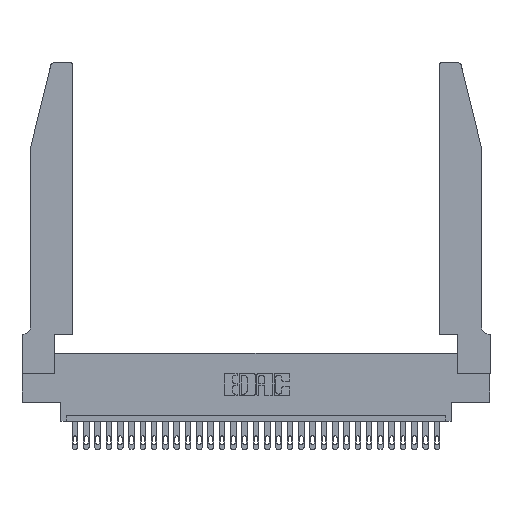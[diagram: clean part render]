
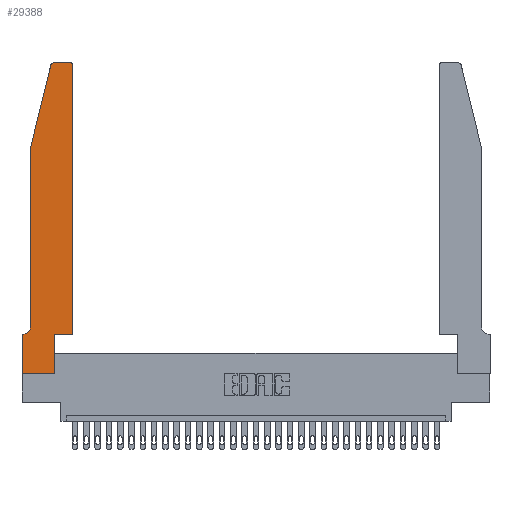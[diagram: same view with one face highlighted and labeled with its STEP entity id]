
A CAD part, top view. The second image highlights one B-rep face of the part: STEP entity #29388.
In plain terms, the highlighted planar face has unit normal (0, 0, 1).
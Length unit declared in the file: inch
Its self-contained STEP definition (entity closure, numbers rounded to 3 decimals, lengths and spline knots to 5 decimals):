
#43 = LINE ( 'NONE', #7606, #2606 ) ;
#1427 = CARTESIAN_POINT ( 'NONE',  ( 0.0755, 0.35, 0.37 ) ) ;
#1497 = LINE ( 'NONE', #18486, #2241 ) ;
#1745 = CARTESIAN_POINT ( 'NONE',  ( 0.4505, 0.35, 0.37 ) ) ;
#1951 = CARTESIAN_POINT ( 'NONE',  ( 0.284, 2.75, 0.37 ) ) ;
#2241 = VECTOR ( 'NONE', #23257, 39.37008 ) ;
#2328 = DIRECTION ( 'NONE',  ( 0., 0., 1. ) ) ;
#2493 = ORIENTED_EDGE ( 'NONE', *, *, #5346, .T. ) ;
#2606 = VECTOR ( 'NONE', #24608, 39.37008 ) ;
#2784 = CARTESIAN_POINT ( 'NONE',  ( 0.25487, 2.72718, 0.37 ) ) ;
#3376 = EDGE_CURVE ( 'NONE', #29767, #12055, #4783, .T. ) ;
#3663 = ORIENTED_EDGE ( 'NONE', *, *, #9027, .T. ) ;
#3759 = DIRECTION ( 'NONE',  ( 0., 0., -1. ) ) ;
#3783 = EDGE_CURVE ( 'NONE', #12555, #27063, #1497, .T. ) ;
#4154 = EDGE_CURVE ( 'NONE', #22332, #21441, #30209, .T. ) ;
#4783 = LINE ( 'NONE', #1745, #14116 ) ;
#4811 = ORIENTED_EDGE ( 'NONE', *, *, #4154, .T. ) ;
#4814 = CARTESIAN_POINT ( 'NONE',  ( 0., 0.35, 0.37 ) ) ;
#4922 = ORIENTED_EDGE ( 'NONE', *, *, #16406, .T. ) ;
#5022 = ORIENTED_EDGE ( 'NONE', *, *, #24876, .T. ) ;
#5346 = EDGE_CURVE ( 'NONE', #19992, #22332, #29398, .T. ) ;
#6041 = ORIENTED_EDGE ( 'NONE', *, *, #10129, .T. ) ;
#6341 = CARTESIAN_POINT ( 'NONE',  ( 0.0055, 0.42, 0.37 ) ) ;
#6643 = DIRECTION ( 'NONE',  ( -0.239, -0.971, 0. ) ) ;
#7407 = PLANE ( 'NONE',  #27157 ) ;
#7606 = CARTESIAN_POINT ( 'NONE',  ( 0.4505, 0.35, 0.37 ) ) ;
#8295 = DIRECTION ( 'NONE',  ( 0., 0., 1. ) ) ;
#8709 = AXIS2_PLACEMENT_3D ( 'NONE', #6341, #3759, #25346 ) ;
#8844 = ORIENTED_EDGE ( 'NONE', *, *, #3783, .T. ) ;
#8989 = CARTESIAN_POINT ( 'NONE',  ( 0.4205, 2.75, 0.37 ) ) ;
#9027 = EDGE_CURVE ( 'NONE', #21441, #29473, #24253, .T. ) ;
#9120 = ORIENTED_EDGE ( 'NONE', *, *, #25141, .T. ) ;
#9512 = DIRECTION ( 'NONE',  ( 1., 0., 0. ) ) ;
#9777 = EDGE_CURVE ( 'NONE', #23797, #29767, #43, .T. ) ;
#10129 = EDGE_CURVE ( 'NONE', #29195, #19992, #21195, .T. ) ;
#10519 = VECTOR ( 'NONE', #25292, 39.37008 ) ;
#11260 = EDGE_CURVE ( 'NONE', #13740, #23797, #17770, .T. ) ;
#11414 = LINE ( 'NONE', #30767, #12508 ) ;
#11698 = DIRECTION ( 'NONE',  ( 0., 1., 0. ) ) ;
#12055 = VERTEX_POINT ( 'NONE', #19336 ) ;
#12083 = DIRECTION ( 'NONE',  ( 0., 0., 1. ) ) ;
#12319 = CARTESIAN_POINT ( 'NONE',  ( 0.0055, 0.35, 0.37 ) ) ;
#12508 = VECTOR ( 'NONE', #21097, 39.37008 ) ;
#12555 = VERTEX_POINT ( 'NONE', #24720 ) ;
#12758 = DIRECTION ( 'NONE',  ( 0., -1., 0. ) ) ;
#12992 = CARTESIAN_POINT ( 'NONE',  ( 0.4205, 2.72, 0.37 ) ) ;
#13740 = VERTEX_POINT ( 'NONE', #20216 ) ;
#14116 = VECTOR ( 'NONE', #11698, 39.37008 ) ;
#14263 = AXIS2_PLACEMENT_3D ( 'NONE', #12992, #8295, #25109 ) ;
#14830 = ORIENTED_EDGE ( 'NONE', *, *, #11260, .T. ) ;
#14834 = VECTOR ( 'NONE', #6643, 39.37008 ) ;
#15197 = CARTESIAN_POINT ( 'NONE',  ( 0.2865, 0.35, 0.37 ) ) ;
#15279 = CARTESIAN_POINT ( 'NONE',  ( 0.0755, 0.42, 0.37 ) ) ;
#15835 = CARTESIAN_POINT ( 'NONE',  ( 0.0755, 2., 0.37 ) ) ;
#16406 = EDGE_CURVE ( 'NONE', #12055, #21474, #19780, .T. ) ;
#16926 = LINE ( 'NONE', #1427, #10519 ) ;
#17306 = CARTESIAN_POINT ( 'NONE',  ( 0.0755, 2., 0.37 ) ) ;
#17770 = LINE ( 'NONE', #15197, #29705 ) ;
#18469 = FACE_OUTER_BOUND ( 'NONE', #19174, .T. ) ;
#18486 = CARTESIAN_POINT ( 'NONE',  ( 0., 0., 0.37 ) ) ;
#19025 = EDGE_CURVE ( 'NONE', #29473, #12555, #16926, .T. ) ;
#19174 = EDGE_LOOP ( 'NONE', ( #9120, #6041, #2493, #4811, #3663, #30256, #8844, #5022, #14830, #30866, #27544, #4922 ) ) ;
#19232 = LINE ( 'NONE', #24690, #21459 ) ;
#19336 = CARTESIAN_POINT ( 'NONE',  ( 0.4505, 2.72, 0.37 ) ) ;
#19585 = DIRECTION ( 'NONE',  ( 0., 1., 0. ) ) ;
#19780 = CIRCLE ( 'NONE', #14263, 0.03 ) ;
#19992 = VERTEX_POINT ( 'NONE', #2784 ) ;
#20216 = CARTESIAN_POINT ( 'NONE',  ( 0.2865, 0., 0.37 ) ) ;
#21097 = DIRECTION ( 'NONE',  ( 1., 0., 0. ) ) ;
#21195 = CIRCLE ( 'NONE', #28349, 0.03 ) ;
#21441 = VERTEX_POINT ( 'NONE', #15279 ) ;
#21459 = VECTOR ( 'NONE', #24802, 39.37008 ) ;
#21474 = VERTEX_POINT ( 'NONE', #8989 ) ;
#21781 = DIRECTION ( 'NONE',  ( 1., 0., 0. ) ) ;
#22332 = VERTEX_POINT ( 'NONE', #17306 ) ;
#23257 = DIRECTION ( 'NONE',  ( 0., -1., 0. ) ) ;
#23797 = VERTEX_POINT ( 'NONE', #30829 ) ;
#24253 = CIRCLE ( 'NONE', #8709, 0.07 ) ;
#24577 = VECTOR ( 'NONE', #12758, 39.37008 ) ;
#24608 = DIRECTION ( 'NONE',  ( 1., 0., 0. ) ) ;
#24663 = CARTESIAN_POINT ( 'NONE',  ( 0.0755, 2., 0.37 ) ) ;
#24690 = CARTESIAN_POINT ( 'NONE',  ( 0.2605, 2.75, 0.37 ) ) ;
#24720 = CARTESIAN_POINT ( 'NONE',  ( 0., 0.35, 0.37 ) ) ;
#24802 = DIRECTION ( 'NONE',  ( -1., 0., 0. ) ) ;
#24876 = EDGE_CURVE ( 'NONE', #27063, #13740, #11414, .T. ) ;
#25109 = DIRECTION ( 'NONE',  ( 1., 0., 0. ) ) ;
#25141 = EDGE_CURVE ( 'NONE', #21474, #29195, #19232, .T. ) ;
#25292 = DIRECTION ( 'NONE',  ( -1., 0., 0. ) ) ;
#25346 = DIRECTION ( 'NONE',  ( -1., 0., 0. ) ) ;
#27063 = VERTEX_POINT ( 'NONE', #30542 ) ;
#27157 = AXIS2_PLACEMENT_3D ( 'NONE', #4814, #2328, #9512 ) ;
#27544 = ORIENTED_EDGE ( 'NONE', *, *, #3376, .T. ) ;
#28349 = AXIS2_PLACEMENT_3D ( 'NONE', #28803, #12083, #21781 ) ;
#28480 = CARTESIAN_POINT ( 'NONE',  ( 0.4505, 0.35, 0.37 ) ) ;
#28803 = CARTESIAN_POINT ( 'NONE',  ( 0.284, 2.72, 0.37 ) ) ;
#29195 = VERTEX_POINT ( 'NONE', #1951 ) ;
#29388 = ADVANCED_FACE ( 'NONE', ( #18469 ), #7407, .T. ) ;
#29398 = LINE ( 'NONE', #15835, #14834 ) ;
#29473 = VERTEX_POINT ( 'NONE', #12319 ) ;
#29705 = VECTOR ( 'NONE', #19585, 39.37008 ) ;
#29767 = VERTEX_POINT ( 'NONE', #28480 ) ;
#30209 = LINE ( 'NONE', #24663, #24577 ) ;
#30256 = ORIENTED_EDGE ( 'NONE', *, *, #19025, .T. ) ;
#30542 = CARTESIAN_POINT ( 'NONE',  ( 0., 0., 0.37 ) ) ;
#30767 = CARTESIAN_POINT ( 'NONE',  ( 0., 0., 0.37 ) ) ;
#30829 = CARTESIAN_POINT ( 'NONE',  ( 0.2865, 0.35, 0.37 ) ) ;
#30866 = ORIENTED_EDGE ( 'NONE', *, *, #9777, .T. ) ;
